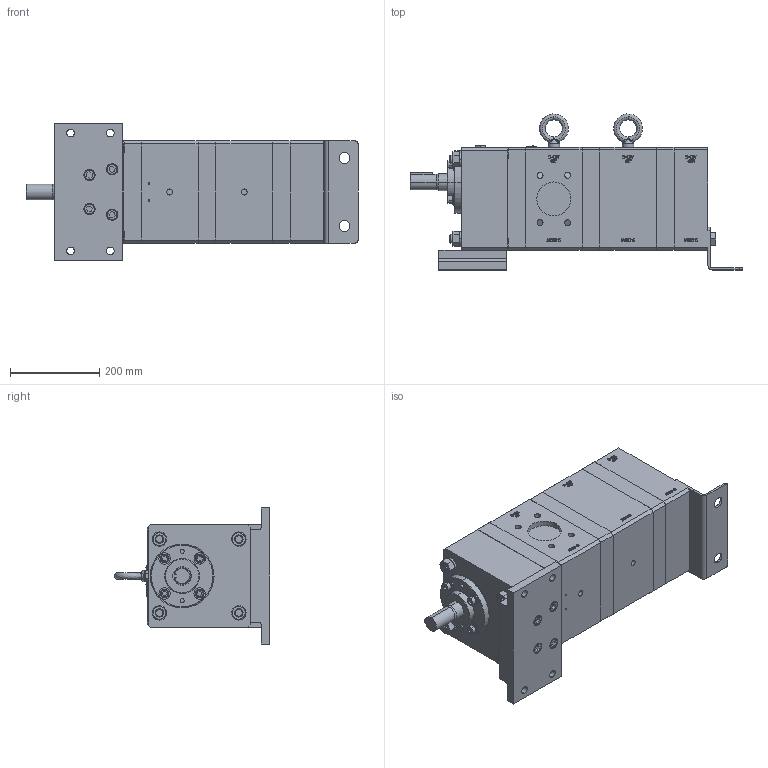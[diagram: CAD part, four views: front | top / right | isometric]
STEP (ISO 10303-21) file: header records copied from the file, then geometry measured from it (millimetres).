
FILE_DESCRIPTION (( 'STEP AP214' ), '1' );
FILE_NAME ('G-1445-15J9-003.STEP', '2019-09-24T18:13:02', ( '' ), ( '' ), 'SwSTEP 2.0', 'SolidWorks 2018', '' );
FILE_SCHEMA (( 'AUTOMOTIVE_DESIGN' ));
Length unit declared in the file: inch
Products named in the file (1): G-1445-15J9-003
Bounding box: 743.85 x 349.45 x 304.8 mm (x, y, z)
Volume: 31273766.7 mm3; surface area: 853783 mm2
Topology: 1 solids, 1 shells, 2249 faces, 5760 edges, 3770 vertices
Faces by surface type: plane 1331, bspline 568, cylinder 223, cone 119, torus 4, sphere 4
Entity records: 129355 total; most frequent: CARTESIAN_POINT 59655, ORIENTED_EDGE 11484, DIRECTION 8342, EDGE_CURVE 5742, VECTOR 3876, LINE 3876, VERTEX_POINT 3768, EDGE_LOOP 2554
